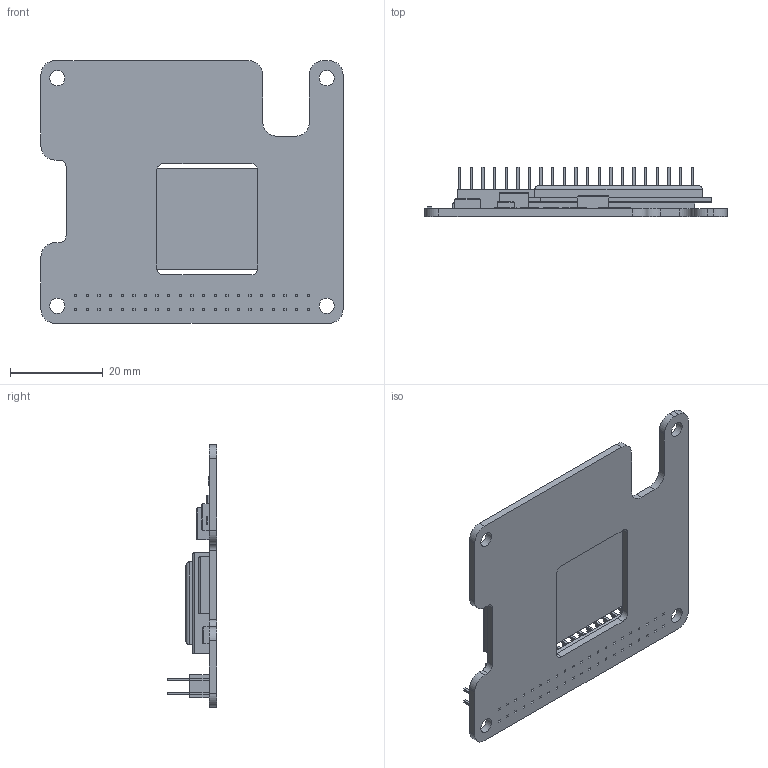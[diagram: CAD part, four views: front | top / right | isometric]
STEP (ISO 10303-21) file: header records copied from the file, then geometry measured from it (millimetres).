
FILE_DESCRIPTION(/* description */ (''),/* implementation_level */ '2;1');
FILE_NAME(/* name */ 'Waveshare PCIe to M.2 HAT Model inc SSD.step',/* time_stamp */ '2024-03-24T16:09:38Z',/* author */ (''),/* organization */ (''),/* preprocessor_version */ 'ST-DEVELOPER v20',/* originating_system */ 'Autodesk Translation Framework v12.20.1.177',/* authorisation */ '');
FILE_SCHEMA (('AUTOMOTIVE_DESIGN { 1 0 10303 214 3 1 1 }'));
Products named in the file (7): Waveshare HAT Model; Waveshare PCIe HAT v17; PCIe M.2 HAT Model; M.2 Connector; PCIe connector; Misc IC's; 2242 NVMe
Assembly tree (5 placements, depth 3):
  Waveshare HAT Model
    Waveshare PCIe HAT v17
      PCIe M.2 HAT Model
      M.2 Connector
      PCIe connector
      2242 NVMe
  Misc IC's
Bounding box: 65 x 10.59 x 56.5 mm (x, y, z)
Volume: 8883.2 mm3; surface area: 11392.6 mm2
Topology: 52 solids, 52 shells, 1716 faces, 4584 edges, 3046 vertices
Faces by surface type: plane 1084, bspline 576, cylinder 56
Full cylindrical faces by diameter (mm): 3.3 x4, 6 x4
Entity records: 58796 total; most frequent: CARTESIAN_POINT 19151, ORIENTED_EDGE 9168, DIRECTION 5820, EDGE_CURVE 4584, LINE 3350, VECTOR 3350, VERTEX_POINT 3046, EDGE_LOOP 1968
